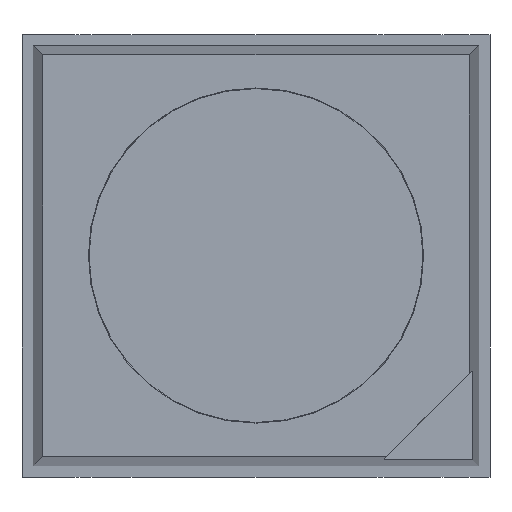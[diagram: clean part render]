
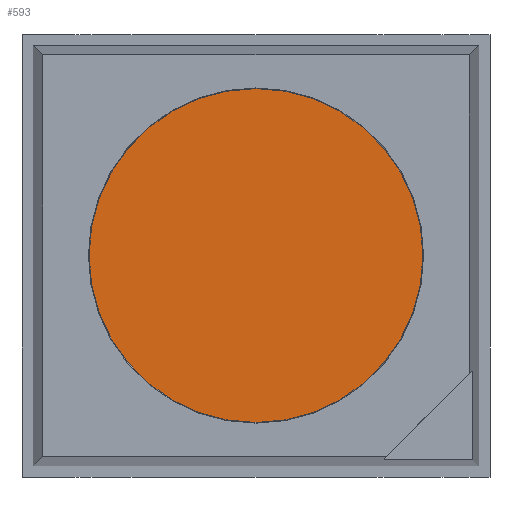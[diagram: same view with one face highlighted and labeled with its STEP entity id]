
A CAD part, top view. The second image highlights one B-rep face of the part: STEP entity #593.
In plain terms, the highlighted planar face has unit normal (0, 0, 1).
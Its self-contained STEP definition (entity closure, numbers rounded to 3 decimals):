
#593 = ADVANCED_FACE( '', ( #1146 ), #1147, .F. );
#1146 = FACE_OUTER_BOUND( '', #1828, .T. );
#1147 = PLANE( '', #1829 );
#1828 = EDGE_LOOP( '', ( #3250 ) );
#1829 = AXIS2_PLACEMENT_3D( '', #3251, #3252, #3253 );
#3250 = ORIENTED_EDGE( '', *, *, #4562, .F. );
#3251 = CARTESIAN_POINT( '', ( 0., 0., 1.381 ) );
#3252 = DIRECTION( '', ( 0., 0., -1. ) );
#3253 = DIRECTION( '', ( -1., 0., 0. ) );
#4562 = EDGE_CURVE( '', #5583, #5583, #5584, .T. );
#5583 = VERTEX_POINT( '', #7089 );
#5584 = CIRCLE( '', #7090, 1.32 );
#7089 = CARTESIAN_POINT( '', ( -1.32, 0., 1.381 ) );
#7090 = AXIS2_PLACEMENT_3D( '', #7983, #7984, #7985 );
#7983 = CARTESIAN_POINT( '', ( 0., 0., 1.381 ) );
#7984 = DIRECTION( '', ( 0., 0., -1. ) );
#7985 = DIRECTION( '', ( -1., 0., 0. ) );
